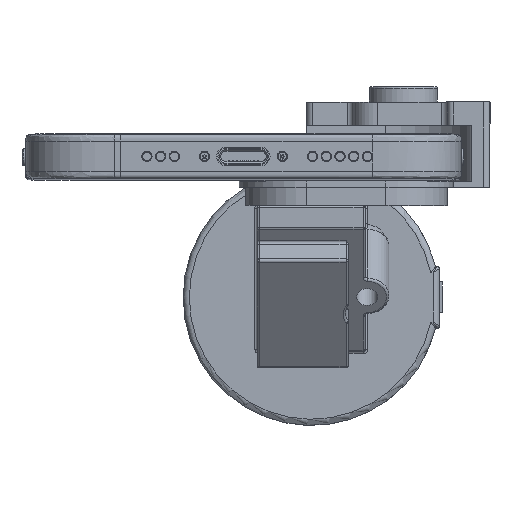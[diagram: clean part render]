
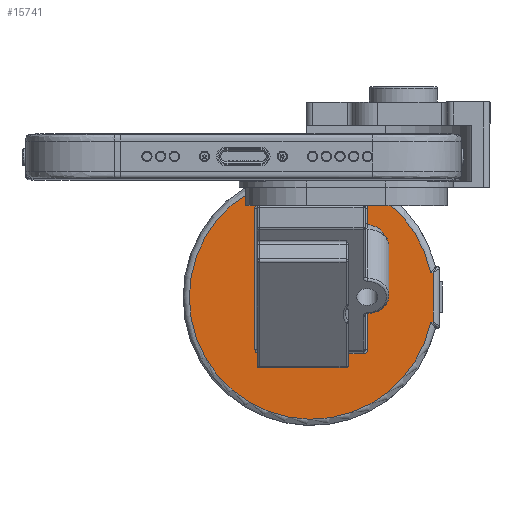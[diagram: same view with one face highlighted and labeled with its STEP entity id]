
A CAD part, top view. The second image highlights one B-rep face of the part: STEP entity #15741.
In plain terms, the highlighted planar face has unit normal (0, 0, 1).
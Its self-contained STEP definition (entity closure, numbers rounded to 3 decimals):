
#763=FACE_BOUND('',#4081,.T.);
#2004=CIRCLE('',#17612,0.762);
#2013=CIRCLE('',#17625,0.762);
#2017=CIRCLE('',#17630,0.762);
#2019=CIRCLE('',#17634,0.762);
#2029=CIRCLE('',#17663,20.018);
#3022=FACE_OUTER_BOUND('',#4080,.T.);
#4080=EDGE_LOOP('',(#14268,#14269,#14270,#14271));
#4081=EDGE_LOOP('',(#14272,#14273,#14274,#14275,#14276,#14277,#14278,#14279));
#5127=LINE('',#37023,#6198);
#5128=LINE('',#37033,#6199);
#5130=LINE('',#37041,#6201);
#5133=LINE('',#37046,#6204);
#5154=LINE('',#37190,#6225);
#5155=LINE('',#37192,#6226);
#5156=LINE('',#37195,#6227);
#6198=VECTOR('',#22279,10.);
#6199=VECTOR('',#22292,10.);
#6201=VECTOR('',#22304,10.);
#6204=VECTOR('',#22311,10.);
#6225=VECTOR('',#22366,10.);
#6226=VECTOR('',#22367,10.);
#6227=VECTOR('',#22370,10.);
#7594=VERTEX_POINT('',#36988);
#7595=VERTEX_POINT('',#36989);
#7600=VERTEX_POINT('',#37009);
#7601=VERTEX_POINT('',#37011);
#7603=VERTEX_POINT('',#37017);
#7604=VERTEX_POINT('',#37019);
#7605=VERTEX_POINT('',#37025);
#7606=VERTEX_POINT('',#37026);
#7615=VERTEX_POINT('',#37188);
#7616=VERTEX_POINT('',#37189);
#7617=VERTEX_POINT('',#37191);
#7618=VERTEX_POINT('',#37193);
#9797=EDGE_CURVE('',#7594,#7595,#2004,.T.);
#9809=EDGE_CURVE('',#7600,#7601,#2013,.T.);
#9813=EDGE_CURVE('',#7603,#7604,#2017,.T.);
#9815=EDGE_CURVE('',#7595,#7603,#5127,.T.);
#9816=EDGE_CURVE('',#7605,#7606,#2019,.T.);
#9820=EDGE_CURVE('',#7606,#7600,#5128,.T.);
#9824=EDGE_CURVE('',#7604,#7605,#5130,.T.);
#9827=EDGE_CURVE('',#7601,#7594,#5133,.T.);
#9854=EDGE_CURVE('',#7615,#7616,#5154,.T.);
#9855=EDGE_CURVE('',#7617,#7615,#5155,.T.);
#9856=EDGE_CURVE('',#7618,#7617,#2029,.T.);
#9857=EDGE_CURVE('',#7616,#7618,#5156,.T.);
#14268=ORIENTED_EDGE('',*,*,#9854,.F.);
#14269=ORIENTED_EDGE('',*,*,#9855,.F.);
#14270=ORIENTED_EDGE('',*,*,#9856,.F.);
#14271=ORIENTED_EDGE('',*,*,#9857,.F.);
#14272=ORIENTED_EDGE('',*,*,#9816,.F.);
#14273=ORIENTED_EDGE('',*,*,#9824,.F.);
#14274=ORIENTED_EDGE('',*,*,#9813,.F.);
#14275=ORIENTED_EDGE('',*,*,#9815,.F.);
#14276=ORIENTED_EDGE('',*,*,#9797,.F.);
#14277=ORIENTED_EDGE('',*,*,#9827,.F.);
#14278=ORIENTED_EDGE('',*,*,#9809,.F.);
#14279=ORIENTED_EDGE('',*,*,#9820,.F.);
#14751=PLANE('',#17662);
#15741=ADVANCED_FACE('',(#3022,#763),#14751,.T.);
#17612=AXIS2_PLACEMENT_3D('',#36990,#22234,#22235);
#17625=AXIS2_PLACEMENT_3D('',#37012,#22263,#22264);
#17630=AXIS2_PLACEMENT_3D('',#37020,#22273,#22274);
#17634=AXIS2_PLACEMENT_3D('',#37027,#22282,#22283);
#17662=AXIS2_PLACEMENT_3D('',#37187,#22364,#22365);
#17663=AXIS2_PLACEMENT_3D('',#37194,#22368,#22369);
#22234=DIRECTION('center_axis',(0.,0.,1.));
#22235=DIRECTION('ref_axis',(-0.707,0.707,0.));
#22263=DIRECTION('center_axis',(0.,0.,1.));
#22264=DIRECTION('ref_axis',(0.707,0.707,0.));
#22273=DIRECTION('center_axis',(0.,0.,1.));
#22274=DIRECTION('ref_axis',(-0.707,-0.707,0.));
#22279=DIRECTION('',(0.,-1.,0.));
#22282=DIRECTION('center_axis',(0.,0.,1.));
#22283=DIRECTION('ref_axis',(0.707,-0.707,0.));
#22292=DIRECTION('',(0.,1.,0.));
#22304=DIRECTION('',(1.,0.,0.));
#22311=DIRECTION('',(-1.,0.,0.));
#22364=DIRECTION('center_axis',(0.,0.,1.));
#22365=DIRECTION('ref_axis',(1.,0.,0.));
#22366=DIRECTION('',(1.,0.,0.));
#22367=DIRECTION('',(0.,1.,0.));
#22368=DIRECTION('center_axis',(0.,0.,-1.));
#22369=DIRECTION('ref_axis',(0.,-1.,0.));
#22370=DIRECTION('',(0.,-1.,0.));
#36988=CARTESIAN_POINT('',(-14.652,9.271,6.35));
#36989=CARTESIAN_POINT('',(-15.414,8.509,6.35));
#36990=CARTESIAN_POINT('Origin',(-14.652,8.509,6.35));
#37009=CARTESIAN_POINT('',(9.271,8.509,6.35));
#37011=CARTESIAN_POINT('',(8.509,9.271,6.35));
#37012=CARTESIAN_POINT('Origin',(8.509,8.509,6.35));
#37017=CARTESIAN_POINT('',(-15.414,-8.509,6.35));
#37019=CARTESIAN_POINT('',(-14.652,-9.271,6.35));
#37020=CARTESIAN_POINT('Origin',(-14.652,-8.509,6.35));
#37023=CARTESIAN_POINT('',(-15.414,0.,6.35));
#37025=CARTESIAN_POINT('',(8.509,-9.271,6.35));
#37026=CARTESIAN_POINT('',(9.271,-8.509,6.35));
#37027=CARTESIAN_POINT('Origin',(8.509,-8.509,6.35));
#37033=CARTESIAN_POINT('',(9.271,0.,6.35));
#37041=CARTESIAN_POINT('',(-1.536,-9.271,6.35));
#37046=CARTESIAN_POINT('',(-1.536,9.271,6.35));
#37187=CARTESIAN_POINT('Origin',(0.,0.,6.35));
#37188=CARTESIAN_POINT('',(-4.064,20.018,6.35));
#37189=CARTESIAN_POINT('',(4.064,20.018,6.35));
#37190=CARTESIAN_POINT('',(0.,20.018,6.35));
#37191=CARTESIAN_POINT('',(-4.064,19.602,6.35));
#37192=CARTESIAN_POINT('',(-4.064,10.517,6.35));
#37193=CARTESIAN_POINT('',(4.064,19.602,6.35));
#37194=CARTESIAN_POINT('Origin',(0.,0.,6.35));
#37195=CARTESIAN_POINT('',(4.064,10.517,6.35));
